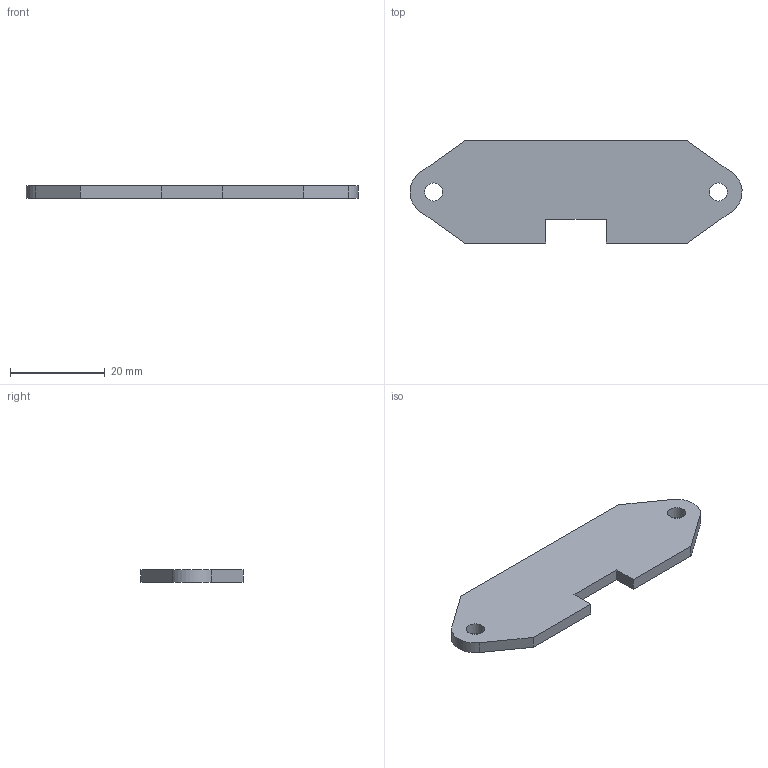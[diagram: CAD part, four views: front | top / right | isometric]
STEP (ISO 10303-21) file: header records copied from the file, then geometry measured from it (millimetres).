
FILE_DESCRIPTION(/* description */ (''),/* implementation_level */ '2;1');
FILE_NAME(/* name */ 'UltrasonicClamp.stp',/* time_stamp */ '2017-02-15T17:56:20-05:00',/* author */ ('Moonlight.Admin'),/* organization */ (''),/* preprocessor_version */ 'ST-DEVELOPER v16.5',/* originating_system */ 'Autodesk Inventor 2017',/* authorisation */ '');
FILE_SCHEMA (('AUTOMOTIVE_DESIGN { 1 0 10303 214 3 1 1 }'));
Length unit declared in the file: inch
Products named in the file (1): UltrasonicClamp
Bounding box: 69.96 x 21.5 x 2.54 mm (x, y, z)
Volume: 3116.2 mm3; surface area: 2944.2 mm2
Topology: 1 solids, 1 shells, 16 faces, 59 edges, 56 vertices
Faces by surface type: plane 12, cylinder 4
Full cylindrical faces by diameter (mm): 3.81 x2
Entity records: 660 total; most frequent: CARTESIAN_POINT 124, DIRECTION 107, ORIENTED_EDGE 80, LINE 41, VECTOR 41, EDGE_CURVE 40, AXIS2_PLACEMENT_3D 33, VERTEX_POINT 28
